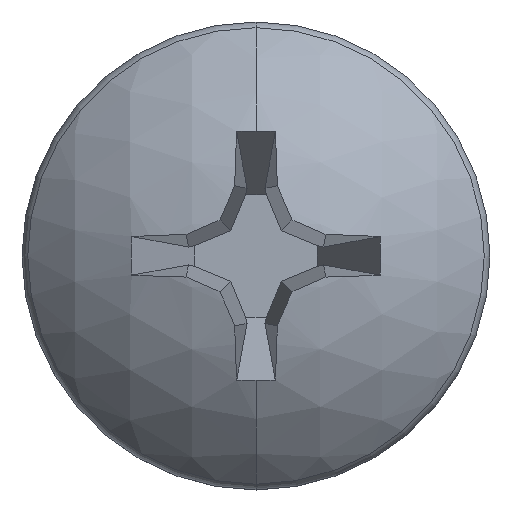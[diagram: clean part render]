
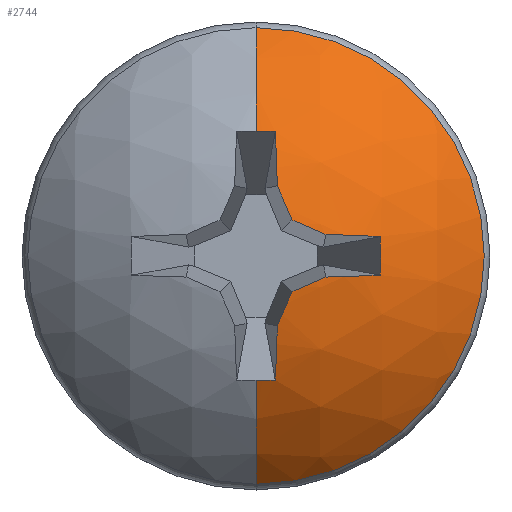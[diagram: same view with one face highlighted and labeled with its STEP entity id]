
A CAD part, top view. The second image highlights one B-rep face of the part: STEP entity #2744.
In plain terms, the highlighted spherical face has radius 3.543 mm.
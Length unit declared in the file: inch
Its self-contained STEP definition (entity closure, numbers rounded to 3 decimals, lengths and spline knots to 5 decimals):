
#279 = EDGE_CURVE ( 'NONE', #1068, #1419, #6599, .T. ) ;
#280 = EDGE_CURVE ( 'NONE', #1071, #1484, #6602, .T. ) ;
#281 = EDGE_CURVE ( 'NONE', #1070, #1068, #6603, .T. ) ;
#285 = EDGE_CURVE ( 'NONE', #1419, #1058, #6609, .T. ) ;
#290 = EDGE_CURVE ( 'NONE', #1071, #1058, #6615, .T. ) ;
#291 = EDGE_CURVE ( 'NONE', #1484, #1065, #6613, .T. ) ;
#292 = EDGE_CURVE ( 'NONE', #1065, #1056, #6616, .T. ) ;
#293 = EDGE_CURVE ( 'NONE', #1056, #1063, #6617, .T. ) ;
#294 = EDGE_CURVE ( 'NONE', #1063, #1077, #6618, .T. ) ;
#295 = EDGE_CURVE ( 'NONE', #1077, #1059, #6619, .T. ) ;
#296 = EDGE_CURVE ( 'NONE', #1059, #1069, #6620, .T. ) ;
#297 = EDGE_CURVE ( 'NONE', #1069, #1449, #6621, .T. ) ;
#298 = EDGE_CURVE ( 'NONE', #1449, #1072, #6622, .T. ) ;
#299 = EDGE_CURVE ( 'NONE', #1072, #1070, #6623, .T. ) ;
#309 = AXIS2_PLACEMENT_3D ( 'NONE', #4681, #4682, #4683 ) ;
#310 = AXIS2_PLACEMENT_3D ( 'NONE', #4684, #4685, #4686 ) ;
#311 = AXIS2_PLACEMENT_3D ( 'NONE', #4687, #4688, #4689 ) ;
#314 = AXIS2_PLACEMENT_3D ( 'NONE', #4699, #4700, #4701 ) ;
#318 = AXIS2_PLACEMENT_3D ( 'NONE', #4712, #4713, #4714 ) ;
#319 = AXIS2_PLACEMENT_3D ( 'NONE', #4715, #4716, #4717 ) ;
#320 = AXIS2_PLACEMENT_3D ( 'NONE', #4718, #4719, #4720 ) ;
#321 = AXIS2_PLACEMENT_3D ( 'NONE', #4721, #4722, #4723 ) ;
#322 = AXIS2_PLACEMENT_3D ( 'NONE', #4724, #4725, #4726 ) ;
#323 = AXIS2_PLACEMENT_3D ( 'NONE', #4727, #4728, #4729 ) ;
#324 = AXIS2_PLACEMENT_3D ( 'NONE', #4730, #4731, #4732 ) ;
#325 = AXIS2_PLACEMENT_3D ( 'NONE', #4733, #4734, #4735 ) ;
#326 = AXIS2_PLACEMENT_3D ( 'NONE', #4736, #4737, #4738 ) ;
#327 = AXIS2_PLACEMENT_3D ( 'NONE', #4740, #4741, #4742 ) ;
#394 = AXIS2_PLACEMENT_3D ( 'NONE', #2047, #2042, #2052 ) ;
#1056 = VERTEX_POINT ( 'NONE', #4882 ) ;
#1058 = VERTEX_POINT ( 'NONE', #4884 ) ;
#1059 = VERTEX_POINT ( 'NONE', #4877 ) ;
#1063 = VERTEX_POINT ( 'NONE', #4793 ) ;
#1065 = VERTEX_POINT ( 'NONE', #4889 ) ;
#1068 = VERTEX_POINT ( 'NONE', #4892 ) ;
#1069 = VERTEX_POINT ( 'NONE', #4893 ) ;
#1070 = VERTEX_POINT ( 'NONE', #4894 ) ;
#1071 = VERTEX_POINT ( 'NONE', #4895 ) ;
#1072 = VERTEX_POINT ( 'NONE', #4896 ) ;
#1077 = VERTEX_POINT ( 'NONE', #4901 ) ;
#1407 = ORIENTED_EDGE ( 'NONE', *, *, #280, .F. ) ;
#1411 = ORIENTED_EDGE ( 'NONE', *, *, #290, .T. ) ;
#1417 = ORIENTED_EDGE ( 'NONE', *, *, #299, .F. ) ;
#1419 = VERTEX_POINT ( 'NONE', #4910 ) ;
#1424 = ORIENTED_EDGE ( 'NONE', *, *, #285, .F. ) ;
#1429 = ORIENTED_EDGE ( 'NONE', *, *, #279, .F. ) ;
#1449 = VERTEX_POINT ( 'NONE', #4909 ) ;
#1484 = VERTEX_POINT ( 'NONE', #4907 ) ;
#2042 = DIRECTION ( 'NONE',  ( 1., 0., 0. ) ) ;
#2047 = CARTESIAN_POINT ( 'NONE',  ( 0., 0., 0.25302 ) ) ;
#2052 = DIRECTION ( 'NONE',  ( 0., 1., 0. ) ) ;
#2195 = FACE_OUTER_BOUND ( 'NONE', #6185, .T. ) ;
#2206 = SPHERICAL_SURFACE ( 'NONE', #394, 0.13948 ) ;
#2744 = ADVANCED_FACE ( 'NONE', ( #2195 ), #2206, .T. ) ;
#3580 = ORIENTED_EDGE ( 'NONE', *, *, #298, .F. ) ;
#3581 = ORIENTED_EDGE ( 'NONE', *, *, #297, .F. ) ;
#3582 = ORIENTED_EDGE ( 'NONE', *, *, #281, .F. ) ;
#3590 = ORIENTED_EDGE ( 'NONE', *, *, #291, .F. ) ;
#3591 = ORIENTED_EDGE ( 'NONE', *, *, #292, .F. ) ;
#3592 = ORIENTED_EDGE ( 'NONE', *, *, #293, .F. ) ;
#3593 = ORIENTED_EDGE ( 'NONE', *, *, #294, .F. ) ;
#3594 = ORIENTED_EDGE ( 'NONE', *, *, #295, .F. ) ;
#3595 = ORIENTED_EDGE ( 'NONE', *, *, #296, .F. ) ;
#4681 = CARTESIAN_POINT ( 'NONE',  ( 0., 0., 0.25302 ) ) ;
#4682 = DIRECTION ( 'NONE',  ( -1., 0., 0. ) ) ;
#4683 = DIRECTION ( 'NONE',  ( 0., 0., 1. ) ) ;
#4684 = CARTESIAN_POINT ( 'NONE',  ( 0., 0.01112, 0.25944 ) ) ;
#4685 = DIRECTION ( 'NONE',  ( 0., 0.866, 0.5 ) ) ;
#4686 = DIRECTION ( 'NONE',  ( 0., -0.5, 0.866 ) ) ;
#4687 = CARTESIAN_POINT ( 'NONE',  ( 0., -0.01112, 0.25944 ) ) ;
#4688 = DIRECTION ( 'NONE',  ( 0., -0.866, 0.5 ) ) ;
#4689 = DIRECTION ( 'NONE',  ( 0., -0.5, -0.866 ) ) ;
#4699 = CARTESIAN_POINT ( 'NONE',  ( 0., 0., 0.34271 ) ) ;
#4700 = DIRECTION ( 'NONE',  ( 0., 0., -1. ) ) ;
#4701 = DIRECTION ( 'NONE',  ( 0., 1., 0. ) ) ;
#4712 = CARTESIAN_POINT ( 'NONE',  ( 0., 0., 0.25302 ) ) ;
#4713 = DIRECTION ( 'NONE',  ( 1., 0., 0. ) ) ;
#4714 = DIRECTION ( 'NONE',  ( 0., 1., 0. ) ) ;
#4715 = CARTESIAN_POINT ( 'NONE',  ( -0.00421, 0., 0.25346 ) ) ;
#4716 = DIRECTION ( 'NONE',  ( -0.995, 0., 0.105 ) ) ;
#4717 = DIRECTION ( 'NONE',  ( 0.105, 0., 0.995 ) ) ;
#4718 = CARTESIAN_POINT ( 'NONE',  ( 0.00687, -0.00285, 0.25224 ) ) ;
#4719 = DIRECTION ( 'NONE',  ( -0.919, 0.381, 0.105 ) ) ;
#4720 = DIRECTION ( 'NONE',  ( -0.383, -0.924, 0. ) ) ;
#4721 = CARTESIAN_POINT ( 'NONE',  ( 0.00285, -0.00687, 0.25224 ) ) ;
#4722 = DIRECTION ( 'NONE',  ( -0.381, 0.919, 0.105 ) ) ;
#4723 = DIRECTION ( 'NONE',  ( -0.924, -0.383, 0. ) ) ;
#4724 = CARTESIAN_POINT ( 'NONE',  ( 0., 0.00421, 0.25346 ) ) ;
#4725 = DIRECTION ( 'NONE',  ( 0., 0.995, 0.105 ) ) ;
#4726 = DIRECTION ( 'NONE',  ( 0., -0.105, 0.995 ) ) ;
#4727 = CARTESIAN_POINT ( 'NONE',  ( -0.01112, 0., 0.25944 ) ) ;
#4728 = DIRECTION ( 'NONE',  ( -0.866, 0., 0.5 ) ) ;
#4729 = DIRECTION ( 'NONE',  ( 0.5, 0., 0.866 ) ) ;
#4730 = CARTESIAN_POINT ( 'NONE',  ( 0., -0.00421, 0.25346 ) ) ;
#4731 = DIRECTION ( 'NONE',  ( 0., -0.995, 0.105 ) ) ;
#4732 = DIRECTION ( 'NONE',  ( 0., -0.105, -0.995 ) ) ;
#4733 = CARTESIAN_POINT ( 'NONE',  ( 0.00285, 0.00687, 0.25224 ) ) ;
#4734 = DIRECTION ( 'NONE',  ( -0.381, -0.919, 0.105 ) ) ;
#4735 = DIRECTION ( 'NONE',  ( 0.924, -0.383, 0. ) ) ;
#4736 = CARTESIAN_POINT ( 'NONE',  ( 0.00687, 0.00285, 0.25224 ) ) ;
#4737 = DIRECTION ( 'NONE',  ( -0.919, -0.381, 0.105 ) ) ;
#4738 = DIRECTION ( 'NONE',  ( 0.383, -0.924, 0. ) ) ;
#4740 = CARTESIAN_POINT ( 'NONE',  ( -0.00421, 0., 0.25346 ) ) ;
#4741 = DIRECTION ( 'NONE',  ( -0.995, 0., 0.105 ) ) ;
#4742 = DIRECTION ( 'NONE',  ( 0.105, 0., 0.995 ) ) ;
#4793 = CARTESIAN_POINT ( 'NONE',  ( 0.03276, -0.00995, 0.38823 ) ) ;
#4877 = CARTESIAN_POINT ( 'NONE',  ( 0.05818, 0.00903, 0.37947 ) ) ;
#4882 = CARTESIAN_POINT ( 'NONE',  ( 0.01681, -0.01681, 0.39046 ) ) ;
#4884 = CARTESIAN_POINT ( 'NONE',  ( 0., -0.10682, 0.34271 ) ) ;
#4889 = CARTESIAN_POINT ( 'NONE',  ( 0.00995, -0.03276, 0.38823 ) ) ;
#4892 = CARTESIAN_POINT ( 'NONE',  ( 0., 0.05832, 0.37972 ) ) ;
#4893 = CARTESIAN_POINT ( 'NONE',  ( 0.03276, 0.00995, 0.38823 ) ) ;
#4894 = CARTESIAN_POINT ( 'NONE',  ( 0.00903, 0.05818, 0.37947 ) ) ;
#4895 = CARTESIAN_POINT ( 'NONE',  ( 0., -0.05832, 0.37972 ) ) ;
#4896 = CARTESIAN_POINT ( 'NONE',  ( 0.00995, 0.03276, 0.38823 ) ) ;
#4901 = CARTESIAN_POINT ( 'NONE',  ( 0.05818, -0.00903, 0.37947 ) ) ;
#4907 = CARTESIAN_POINT ( 'NONE',  ( 0.00903, -0.05818, 0.37947 ) ) ;
#4909 = CARTESIAN_POINT ( 'NONE',  ( 0.01681, 0.01681, 0.39046 ) ) ;
#4910 = CARTESIAN_POINT ( 'NONE',  ( 0., 0.10682, 0.34271 ) ) ;
#6185 = EDGE_LOOP ( 'NONE', ( #1407, #1411, #1424, #1429, #3582, #1417, #3580, #3581, #3595, #3594, #3593, #3592, #3591, #3590 ) ) ;
#6599 = CIRCLE ( 'NONE', #309, 0.13948 ) ;
#6602 = CIRCLE ( 'NONE', #310, 0.13889 ) ;
#6603 = CIRCLE ( 'NONE', #311, 0.13889 ) ;
#6609 = CIRCLE ( 'NONE', #314, 0.10682 ) ;
#6613 = CIRCLE ( 'NONE', #319, 0.13942 ) ;
#6615 = CIRCLE ( 'NONE', #318, 0.13948 ) ;
#6616 = CIRCLE ( 'NONE', #320, 0.13928 ) ;
#6617 = CIRCLE ( 'NONE', #321, 0.13928 ) ;
#6618 = CIRCLE ( 'NONE', #322, 0.13942 ) ;
#6619 = CIRCLE ( 'NONE', #323, 0.13889 ) ;
#6620 = CIRCLE ( 'NONE', #324, 0.13942 ) ;
#6621 = CIRCLE ( 'NONE', #325, 0.13928 ) ;
#6622 = CIRCLE ( 'NONE', #326, 0.13928 ) ;
#6623 = CIRCLE ( 'NONE', #327, 0.13942 ) ;
